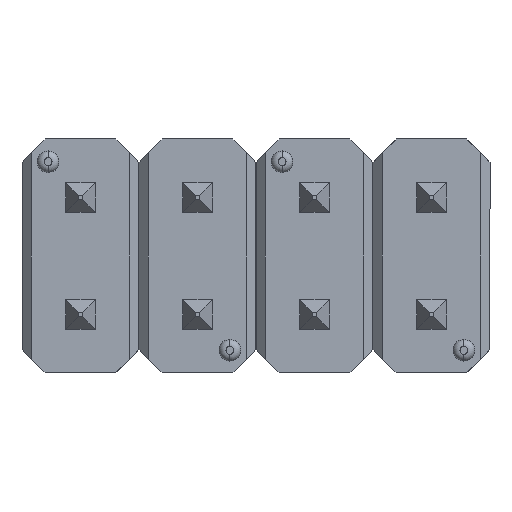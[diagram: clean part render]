
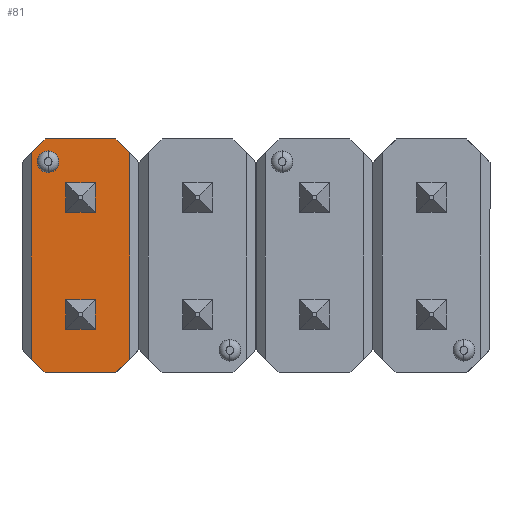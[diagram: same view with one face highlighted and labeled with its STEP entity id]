
A CAD part, front view. The second image highlights one B-rep face of the part: STEP entity #81.
In plain terms, the highlighted planar face has unit normal (0, -1, 0).
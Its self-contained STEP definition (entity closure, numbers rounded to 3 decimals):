
#3 = CARTESIAN_POINT ( 'NONE',  ( -0.704, 0., 2.047 ) ) ;
#5 = LINE ( 'NONE', #1686, #1764 ) ;
#15 = EDGE_LOOP ( 'NONE', ( #346, #1286, #181, #865, #1010, #466, #1801, #1720 ) ) ;
#20 = DIRECTION ( 'NONE',  ( -0.707, 0., -0.707 ) ) ;
#27 = DIRECTION ( 'NONE',  ( 0., 0., -1. ) ) ;
#81 = ADVANCED_FACE ( 'NONE', ( #438, #1278 ), #1222, .F. ) ;
#141 = AXIS2_PLACEMENT_3D ( 'NONE', #1959, #1790, #2148 ) ;
#149 = CARTESIAN_POINT ( 'NONE',  ( 0.77, 0., -2.54 ) ) ;
#181 = ORIENTED_EDGE ( 'NONE', *, *, #1183, .T. ) ;
#183 = DIRECTION ( 'NONE',  ( 0., 0., 1. ) ) ;
#184 = CIRCLE ( 'NONE', #1995, 0.236 ) ;
#206 = LINE ( 'NONE', #1989, #1407 ) ;
#265 = VERTEX_POINT ( 'NONE', #507 ) ;
#287 = AXIS2_PLACEMENT_3D ( 'NONE', #1528, #1508, #1165 ) ;
#297 = LINE ( 'NONE', #149, #2094 ) ;
#346 = ORIENTED_EDGE ( 'NONE', *, *, #1093, .T. ) ;
#365 = CARTESIAN_POINT ( 'NONE',  ( 1.07, 0., -2.24 ) ) ;
#425 = VERTEX_POINT ( 'NONE', #1260 ) ;
#438 = FACE_BOUND ( 'NONE', #479, .T. ) ;
#442 = VERTEX_POINT ( 'NONE', #1425 ) ;
#466 = ORIENTED_EDGE ( 'NONE', *, *, #1274, .T. ) ;
#479 = EDGE_LOOP ( 'NONE', ( #1556, #1270 ) ) ;
#495 = VECTOR ( 'NONE', #20, 1000. ) ;
#507 = CARTESIAN_POINT ( 'NONE',  ( -0.77, 0., -2.54 ) ) ;
#511 = DIRECTION ( 'NONE',  ( 0., 0., 1. ) ) ;
#518 = VERTEX_POINT ( 'NONE', #1589 ) ;
#563 = VERTEX_POINT ( 'NONE', #1246 ) ;
#677 = CARTESIAN_POINT ( 'NONE',  ( 1.27, 0., 2.04 ) ) ;
#772 = EDGE_CURVE ( 'NONE', #442, #265, #5, .T. ) ;
#865 = ORIENTED_EDGE ( 'NONE', *, *, #772, .F. ) ;
#883 = VERTEX_POINT ( 'NONE', #979 ) ;
#930 = EDGE_CURVE ( 'NONE', #563, #883, #206, .T. ) ;
#932 = LINE ( 'NONE', #1026, #495 ) ;
#956 = EDGE_CURVE ( 'NONE', #1234, #1603, #996, .T. ) ;
#979 = CARTESIAN_POINT ( 'NONE',  ( 0.77, 0., 2.54 ) ) ;
#989 = CARTESIAN_POINT ( 'NONE',  ( 1.07, 0., 0. ) ) ;
#996 = CIRCLE ( 'NONE', #287, 0.236 ) ;
#1010 = ORIENTED_EDGE ( 'NONE', *, *, #1263, .T. ) ;
#1025 = DIRECTION ( 'NONE',  ( 1., 0., 0. ) ) ;
#1026 = CARTESIAN_POINT ( 'NONE',  ( -0.77, 0., 2.54 ) ) ;
#1030 = EDGE_CURVE ( 'NONE', #1603, #1234, #184, .T. ) ;
#1042 = VECTOR ( 'NONE', #2088, 1000. ) ;
#1077 = LINE ( 'NONE', #1542, #1042 ) ;
#1093 = EDGE_CURVE ( 'NONE', #563, #1493, #932, .T. ) ;
#1115 = EDGE_CURVE ( 'NONE', #1493, #518, #1769, .T. ) ;
#1152 = DIRECTION ( 'NONE',  ( 0., 1., 0. ) ) ;
#1165 = DIRECTION ( 'NONE',  ( 0., 0., 1. ) ) ;
#1183 = EDGE_CURVE ( 'NONE', #518, #265, #1077, .T. ) ;
#1214 = LINE ( 'NONE', #677, #2142 ) ;
#1222 = PLANE ( 'NONE',  #141 ) ;
#1234 = VERTEX_POINT ( 'NONE', #1460 ) ;
#1246 = CARTESIAN_POINT ( 'NONE',  ( -0.77, 0., 2.54 ) ) ;
#1260 = CARTESIAN_POINT ( 'NONE',  ( 1.07, 0., 2.24 ) ) ;
#1263 = EDGE_CURVE ( 'NONE', #442, #1606, #297, .T. ) ;
#1270 = ORIENTED_EDGE ( 'NONE', *, *, #956, .T. ) ;
#1274 = EDGE_CURVE ( 'NONE', #1606, #425, #1671, .T. ) ;
#1276 = EDGE_CURVE ( 'NONE', #425, #883, #1214, .T. ) ;
#1278 = FACE_OUTER_BOUND ( 'NONE', #15, .T. ) ;
#1286 = ORIENTED_EDGE ( 'NONE', *, *, #1115, .T. ) ;
#1304 = DIRECTION ( 'NONE',  ( 0.707, 0., 0.707 ) ) ;
#1407 = VECTOR ( 'NONE', #1025, 1000. ) ;
#1425 = CARTESIAN_POINT ( 'NONE',  ( 0.77, 0., -2.54 ) ) ;
#1460 = CARTESIAN_POINT ( 'NONE',  ( -0.704, 0., 2.282 ) ) ;
#1493 = VERTEX_POINT ( 'NONE', #2073 ) ;
#1508 = DIRECTION ( 'NONE',  ( 0., 1., 0. ) ) ;
#1528 = CARTESIAN_POINT ( 'NONE',  ( -0.704, 0., 2.047 ) ) ;
#1542 = CARTESIAN_POINT ( 'NONE',  ( -1.27, 0., -2.04 ) ) ;
#1555 = VECTOR ( 'NONE', #511, 1000. ) ;
#1556 = ORIENTED_EDGE ( 'NONE', *, *, #1030, .T. ) ;
#1589 = CARTESIAN_POINT ( 'NONE',  ( -1.07, 0., -2.24 ) ) ;
#1603 = VERTEX_POINT ( 'NONE', #2089 ) ;
#1606 = VERTEX_POINT ( 'NONE', #365 ) ;
#1671 = LINE ( 'NONE', #989, #1555 ) ;
#1686 = CARTESIAN_POINT ( 'NONE',  ( -1.27, 0., -2.54 ) ) ;
#1720 = ORIENTED_EDGE ( 'NONE', *, *, #930, .F. ) ;
#1726 = CARTESIAN_POINT ( 'NONE',  ( -1.07, 0., 0. ) ) ;
#1764 = VECTOR ( 'NONE', #1982, 1000. ) ;
#1769 = LINE ( 'NONE', #1726, #2163 ) ;
#1790 = DIRECTION ( 'NONE',  ( 0., 1., 0. ) ) ;
#1801 = ORIENTED_EDGE ( 'NONE', *, *, #1276, .T. ) ;
#1844 = DIRECTION ( 'NONE',  ( -0.707, 0., 0.707 ) ) ;
#1959 = CARTESIAN_POINT ( 'NONE',  ( 0., 0., 0. ) ) ;
#1982 = DIRECTION ( 'NONE',  ( -1., 0., 0. ) ) ;
#1989 = CARTESIAN_POINT ( 'NONE',  ( -1.27, 0., 2.54 ) ) ;
#1995 = AXIS2_PLACEMENT_3D ( 'NONE', #3, #1152, #183 ) ;
#2073 = CARTESIAN_POINT ( 'NONE',  ( -1.07, 0., 2.24 ) ) ;
#2088 = DIRECTION ( 'NONE',  ( 0.707, 0., -0.707 ) ) ;
#2089 = CARTESIAN_POINT ( 'NONE',  ( -0.704, 0., 1.811 ) ) ;
#2094 = VECTOR ( 'NONE', #1304, 1000. ) ;
#2142 = VECTOR ( 'NONE', #1844, 1000. ) ;
#2148 = DIRECTION ( 'NONE',  ( 0., 0., 1. ) ) ;
#2163 = VECTOR ( 'NONE', #27, 1000. ) ;
